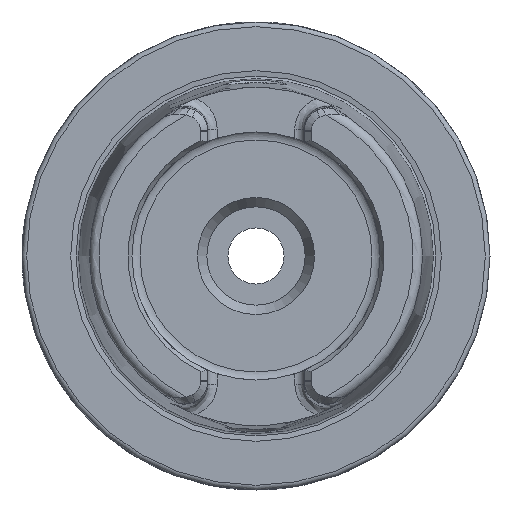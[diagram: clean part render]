
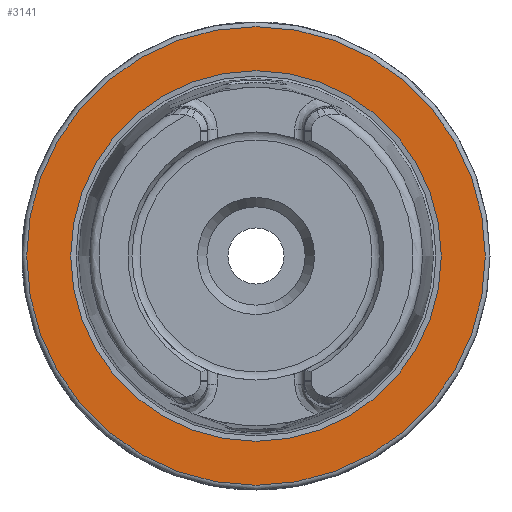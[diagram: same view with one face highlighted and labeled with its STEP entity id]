
A CAD part, left-side view. The second image highlights one B-rep face of the part: STEP entity #3141.
In plain terms, the highlighted planar face has unit normal (-1, 0, 0).
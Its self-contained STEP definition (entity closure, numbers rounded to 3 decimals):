
#101=FACE_BOUND('',#679,.T.);
#156=PLANE('',#3438);
#496=FACE_OUTER_BOUND('',#678,.T.);
#678=EDGE_LOOP('',(#2918,#2919));
#679=EDGE_LOOP('',(#2920,#2921));
#1163=CIRCLE('',#3436,39.587);
#1164=CIRCLE('',#3437,39.587);
#1165=CIRCLE('',#3439,49.);
#1166=CIRCLE('',#3440,49.);
#1490=VERTEX_POINT('',#8641);
#1491=VERTEX_POINT('',#8643);
#1492=VERTEX_POINT('',#8647);
#1493=VERTEX_POINT('',#8648);
#1970=EDGE_CURVE('',#1491,#1490,#1163,.T.);
#1971=EDGE_CURVE('',#1490,#1491,#1164,.T.);
#1972=EDGE_CURVE('',#1492,#1493,#1165,.T.);
#1973=EDGE_CURVE('',#1493,#1492,#1166,.T.);
#2918=ORIENTED_EDGE('',*,*,#1972,.F.);
#2919=ORIENTED_EDGE('',*,*,#1973,.F.);
#2920=ORIENTED_EDGE('',*,*,#1970,.T.);
#2921=ORIENTED_EDGE('',*,*,#1971,.T.);
#3141=ADVANCED_FACE('',(#496,#101),#156,.T.);
#3436=AXIS2_PLACEMENT_3D('',#8644,#4155,#4156);
#3437=AXIS2_PLACEMENT_3D('',#8645,#4157,#4158);
#3438=AXIS2_PLACEMENT_3D('',#8646,#4159,#4160);
#3439=AXIS2_PLACEMENT_3D('',#8649,#4161,#4162);
#3440=AXIS2_PLACEMENT_3D('',#8650,#4163,#4164);
#4155=DIRECTION('center_axis',(1.,0.,0.));
#4156=DIRECTION('ref_axis',(0.,0.,-1.));
#4157=DIRECTION('center_axis',(1.,0.,0.));
#4158=DIRECTION('ref_axis',(0.,0.,-1.));
#4159=DIRECTION('center_axis',(-1.,0.,0.));
#4160=DIRECTION('ref_axis',(0.,0.,1.));
#4161=DIRECTION('center_axis',(1.,0.,0.));
#4162=DIRECTION('ref_axis',(0.,0.,-1.));
#4163=DIRECTION('center_axis',(1.,0.,0.));
#4164=DIRECTION('ref_axis',(0.,0.,-1.));
#8641=CARTESIAN_POINT('',(0.,-39.587,0.));
#8643=CARTESIAN_POINT('',(0.,39.587,0.));
#8644=CARTESIAN_POINT('Origin',(0.,0.,0.));
#8645=CARTESIAN_POINT('Origin',(0.,0.,0.));
#8646=CARTESIAN_POINT('Origin',(0.,49.,
0.));
#8647=CARTESIAN_POINT('',(0.,49.,0.));
#8648=CARTESIAN_POINT('',(0.,0.,49.));
#8649=CARTESIAN_POINT('Origin',(0.,0.,0.));
#8650=CARTESIAN_POINT('Origin',(0.,0.,0.));
